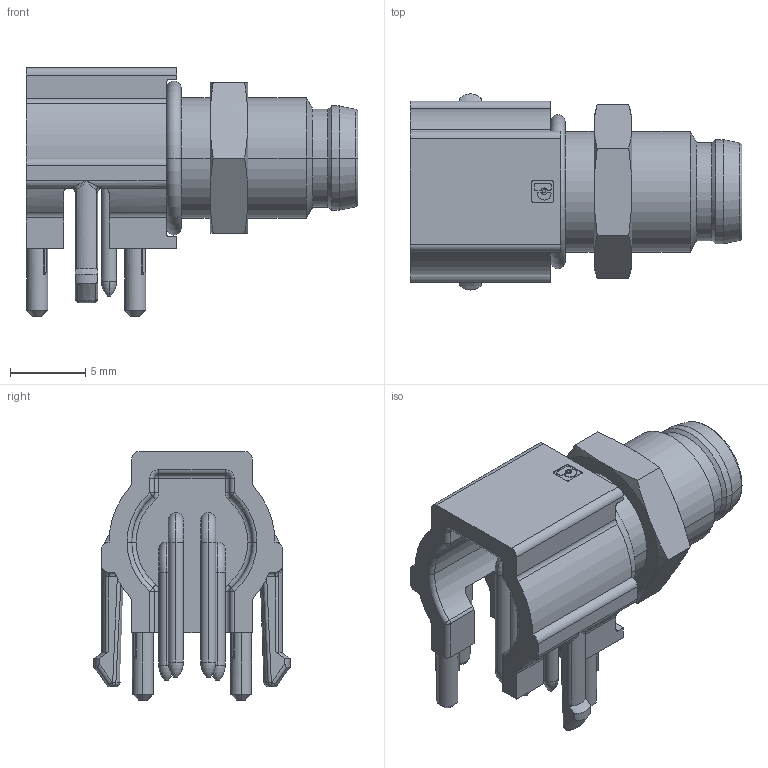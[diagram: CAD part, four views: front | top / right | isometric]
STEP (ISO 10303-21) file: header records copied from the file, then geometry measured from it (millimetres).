
FILE_DESCRIPTION(('SolidDesigner STEP Export'),'2;1');
FILE_NAME('1440096.stp','2009-02-09T 7:48:40',(''),(''),'CoCreate Modeling STEP processor for AP214 (Solid Model)','CoCreate Modeling 16.00A 16-Aug-2008 (C) Parametric Technology GmbH','');
FILE_SCHEMA(('AUTOMOTIVE_DESIGN { 1 0 10303 214 1 1 1 1 }'));
Length unit declared in the file: millimetre
Products named in the file (1): 1440096
Bounding box: 22 x 13 x 16.5 mm (x, y, z)
Volume: 1164.4 mm3; surface area: 1677.4 mm2
Topology: 2 solids, 2 shells, 347 faces, 869 edges, 529 vertices
Faces by surface type: cylinder 128, plane 98, torus 54, cone 31, bspline 18, sphere 14, extrusion 4
Entity records: 12870 total; most frequent: CARTESIAN_POINT 2423, ORIENTED_EDGE 1716, DIRECTION 1524, EDGE_CURVE 855, AXIS2_PLACEMENT_3D 586, VERTEX_POINT 529, EDGE_LOOP 366, VECTOR 352
